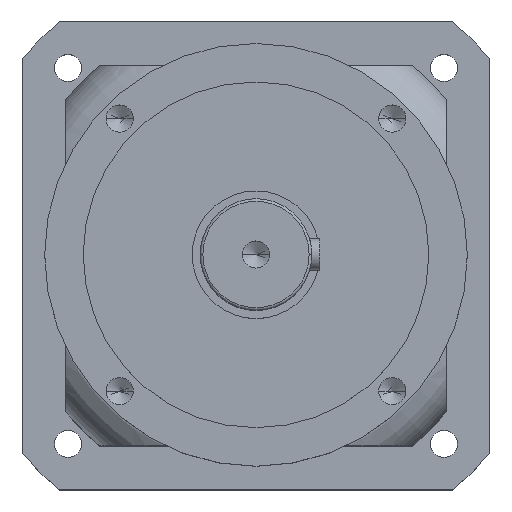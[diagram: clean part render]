
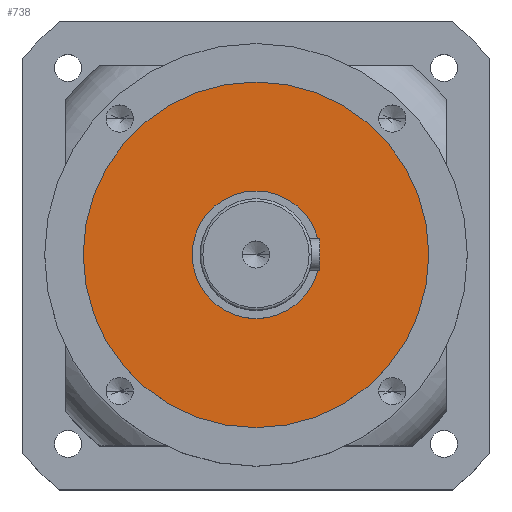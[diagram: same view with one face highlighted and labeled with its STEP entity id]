
A CAD part, top view. The second image highlights one B-rep face of the part: STEP entity #738.
In plain terms, the highlighted planar face has unit normal (0, 0, 1).
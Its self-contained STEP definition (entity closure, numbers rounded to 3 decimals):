
#360 = EDGE_CURVE ( 'NONE', #11024, #7737, #9150, .T. ) ;
#738 = ADVANCED_FACE ( 'NONE', ( #11912, #10493 ), #12883, .F. ) ;
#755 = VERTEX_POINT ( 'NONE', #3402 ) ;
#767 = CARTESIAN_POINT ( 'NONE',  ( 0., 0., -70. ) ) ;
#1735 = CARTESIAN_POINT ( 'NONE',  ( 0., 0., -70. ) ) ;
#2133 = DIRECTION ( 'NONE',  ( 1., 0., 0. ) ) ;
#2438 = CARTESIAN_POINT ( 'NONE',  ( 0., 65., -70. ) ) ;
#2605 = ORIENTED_EDGE ( 'NONE', *, *, #3653, .F. ) ;
#2751 = CARTESIAN_POINT ( 'NONE',  ( 0., 0., -70. ) ) ;
#2823 = EDGE_CURVE ( 'NONE', #10771, #755, #9971, .T. ) ;
#3080 = EDGE_CURVE ( 'NONE', #755, #10771, #3370, .T. ) ;
#3172 = EDGE_LOOP ( 'NONE', ( #5096, #2605 ) ) ;
#3370 = CIRCLE ( 'NONE', #8546, 65. ) ;
#3402 = CARTESIAN_POINT ( 'NONE',  ( 65., 0., -70. ) ) ;
#3575 = DIRECTION ( 'NONE',  ( 0., 0., 1. ) ) ;
#3602 = DIRECTION ( 'NONE',  ( 1., 0., 0. ) ) ;
#3653 = EDGE_CURVE ( 'NONE', #7737, #11024, #12860, .T. ) ;
#4399 = AXIS2_PLACEMENT_3D ( 'NONE', #2751, #7883, #8871 ) ;
#4683 = DIRECTION ( 'NONE',  ( -1., 0., 0. ) ) ;
#5096 = ORIENTED_EDGE ( 'NONE', *, *, #360, .F. ) ;
#5178 = CARTESIAN_POINT ( 'NONE',  ( 0., 0., -70. ) ) ;
#5304 = CARTESIAN_POINT ( 'NONE',  ( -65., 0., -70. ) ) ;
#5936 = CARTESIAN_POINT ( 'NONE',  ( 24., 0., -70. ) ) ;
#6689 = ORIENTED_EDGE ( 'NONE', *, *, #3080, .T. ) ;
#7737 = VERTEX_POINT ( 'NONE', #8121 ) ;
#7883 = DIRECTION ( 'NONE',  ( 0., 0., 1. ) ) ;
#8121 = CARTESIAN_POINT ( 'NONE',  ( -24., 0., -70. ) ) ;
#8546 = AXIS2_PLACEMENT_3D ( 'NONE', #1735, #3575, #9793 ) ;
#8569 = EDGE_LOOP ( 'NONE', ( #6689, #10250 ) ) ;
#8871 = DIRECTION ( 'NONE',  ( 1., 0., 0. ) ) ;
#8938 = AXIS2_PLACEMENT_3D ( 'NONE', #2438, #10882, #4683 ) ;
#9150 = CIRCLE ( 'NONE', #4399, 24. ) ;
#9793 = DIRECTION ( 'NONE',  ( 1., 0., 0. ) ) ;
#9971 = CIRCLE ( 'NONE', #12097, 65. ) ;
#10057 = DIRECTION ( 'NONE',  ( 0., 0., 1. ) ) ;
#10250 = ORIENTED_EDGE ( 'NONE', *, *, #2823, .T. ) ;
#10493 = FACE_OUTER_BOUND ( 'NONE', #8569, .T. ) ;
#10548 = DIRECTION ( 'NONE',  ( 0., 0., 1. ) ) ;
#10771 = VERTEX_POINT ( 'NONE', #5304 ) ;
#10882 = DIRECTION ( 'NONE',  ( 0., 0., -1. ) ) ;
#11024 = VERTEX_POINT ( 'NONE', #5936 ) ;
#11524 = AXIS2_PLACEMENT_3D ( 'NONE', #5178, #10057, #2133 ) ;
#11912 = FACE_BOUND ( 'NONE', #3172, .T. ) ;
#12097 = AXIS2_PLACEMENT_3D ( 'NONE', #767, #10548, #3602 ) ;
#12860 = CIRCLE ( 'NONE', #11524, 24. ) ;
#12883 = PLANE ( 'NONE',  #8938 ) ;
